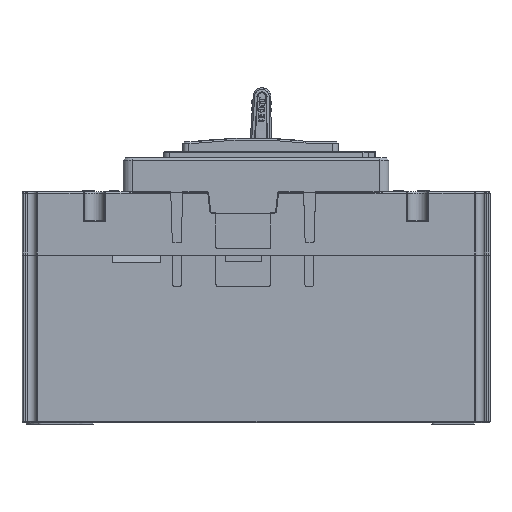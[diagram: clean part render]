
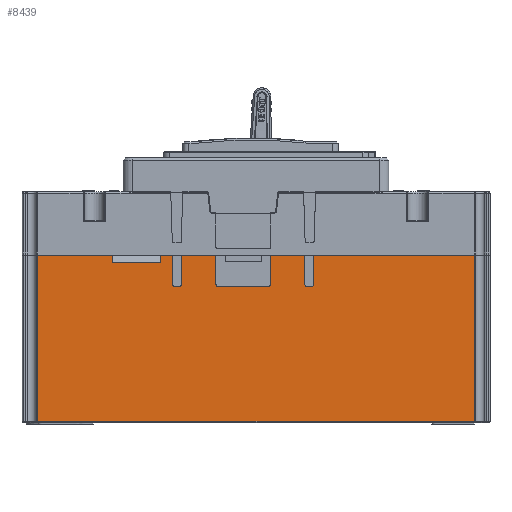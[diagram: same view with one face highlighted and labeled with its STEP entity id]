
A CAD part, left-side view. The second image highlights one B-rep face of the part: STEP entity #8439.
In plain terms, the highlighted planar face has unit normal (-1, 0, 0).
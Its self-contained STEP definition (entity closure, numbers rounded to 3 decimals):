
#5259=CIRCLE('',#85867,0.5);
#5260=CIRCLE('',#85868,0.5);
#5261=CIRCLE('',#85869,0.5);
#5262=CIRCLE('',#85870,0.5);
#5263=CIRCLE('',#85871,0.5);
#5264=CIRCLE('',#85872,0.5);
#8439=ADVANCED_FACE('',(#15456),#11953,.T.);
#11953=PLANE('',#85873);
#15456=FACE_OUTER_BOUND('',#19990,.T.);
#19990=EDGE_LOOP('',(#34223,#34224,#34225,#34226,#34227,#34228,#34229,#34230,
#34231,#34232,#34233,#34234,#34235,#34236,#34237,#34238,#34239,#34240,#34241,
#34242,#34243,#34244,#34245,#34246,#34247,#34248));
#34223=ORIENTED_EDGE('',*,*,#60134,.T.);
#34224=ORIENTED_EDGE('',*,*,#60135,.T.);
#34225=ORIENTED_EDGE('',*,*,#60136,.T.);
#34226=ORIENTED_EDGE('',*,*,#60137,.F.);
#34227=ORIENTED_EDGE('',*,*,#60138,.T.);
#34228=ORIENTED_EDGE('',*,*,#60139,.T.);
#34229=ORIENTED_EDGE('',*,*,#60140,.T.);
#34230=ORIENTED_EDGE('',*,*,#60141,.T.);
#34231=ORIENTED_EDGE('',*,*,#60142,.F.);
#34232=ORIENTED_EDGE('',*,*,#60143,.F.);
#34233=ORIENTED_EDGE('',*,*,#60144,.T.);
#34234=ORIENTED_EDGE('',*,*,#60145,.T.);
#34235=ORIENTED_EDGE('',*,*,#60146,.T.);
#34236=ORIENTED_EDGE('',*,*,#60147,.T.);
#34237=ORIENTED_EDGE('',*,*,#60148,.F.);
#34238=ORIENTED_EDGE('',*,*,#59957,.F.);
#34239=ORIENTED_EDGE('',*,*,#60149,.T.);
#34240=ORIENTED_EDGE('',*,*,#60150,.T.);
#34241=ORIENTED_EDGE('',*,*,#60151,.T.);
#34242=ORIENTED_EDGE('',*,*,#60152,.T.);
#34243=ORIENTED_EDGE('',*,*,#60153,.F.);
#34244=ORIENTED_EDGE('',*,*,#59953,.F.);
#34245=ORIENTED_EDGE('',*,*,#60154,.F.);
#34246=ORIENTED_EDGE('',*,*,#60155,.T.);
#34247=ORIENTED_EDGE('',*,*,#60156,.T.);
#34248=ORIENTED_EDGE('',*,*,#59949,.F.);
#50336=VERTEX_POINT('',#135063);
#50337=VERTEX_POINT('',#135065);
#50340=VERTEX_POINT('',#135071);
#50341=VERTEX_POINT('',#135073);
#50344=VERTEX_POINT('',#135079);
#50345=VERTEX_POINT('',#135081);
#50493=VERTEX_POINT('',#135433);
#50494=VERTEX_POINT('',#135435);
#50495=VERTEX_POINT('',#135437);
#50496=VERTEX_POINT('',#135439);
#50497=VERTEX_POINT('',#135441);
#50498=VERTEX_POINT('',#135443);
#50499=VERTEX_POINT('',#135445);
#50500=VERTEX_POINT('',#135447);
#50501=VERTEX_POINT('',#135449);
#50502=VERTEX_POINT('',#135451);
#50503=VERTEX_POINT('',#135453);
#50504=VERTEX_POINT('',#135455);
#50505=VERTEX_POINT('',#135457);
#50506=VERTEX_POINT('',#135459);
#50507=VERTEX_POINT('',#135462);
#50508=VERTEX_POINT('',#135464);
#50509=VERTEX_POINT('',#135466);
#50510=VERTEX_POINT('',#135468);
#50511=VERTEX_POINT('',#135471);
#50512=VERTEX_POINT('',#135473);
#59949=EDGE_CURVE('',#50336,#50337,#69611,.T.);
#59953=EDGE_CURVE('',#50340,#50341,#69615,.T.);
#59957=EDGE_CURVE('',#50344,#50345,#69619,.T.);
#60134=EDGE_CURVE('',#50336,#50493,#69778,.T.);
#60135=EDGE_CURVE('',#50493,#50494,#69779,.T.);
#60136=EDGE_CURVE('',#50494,#50495,#69780,.T.);
#60137=EDGE_CURVE('',#50496,#50495,#69781,.T.);
#60138=EDGE_CURVE('',#50496,#50497,#69782,.T.);
#60139=EDGE_CURVE('',#50497,#50498,#5259,.T.);
#60140=EDGE_CURVE('',#50498,#50499,#69783,.T.);
#60141=EDGE_CURVE('',#50499,#50500,#5260,.T.);
#60142=EDGE_CURVE('',#50501,#50500,#69784,.T.);
#60143=EDGE_CURVE('',#50502,#50501,#69785,.T.);
#60144=EDGE_CURVE('',#50502,#50503,#69786,.T.);
#60145=EDGE_CURVE('',#50503,#50504,#5261,.T.);
#60146=EDGE_CURVE('',#50504,#50505,#69787,.T.);
#60147=EDGE_CURVE('',#50505,#50506,#5262,.T.);
#60148=EDGE_CURVE('',#50345,#50506,#69788,.T.);
#60149=EDGE_CURVE('',#50344,#50507,#69789,.T.);
#60150=EDGE_CURVE('',#50507,#50508,#5263,.T.);
#60151=EDGE_CURVE('',#50508,#50509,#69790,.T.);
#60152=EDGE_CURVE('',#50509,#50510,#5264,.T.);
#60153=EDGE_CURVE('',#50341,#50510,#69791,.T.);
#60154=EDGE_CURVE('',#50511,#50340,#69792,.T.);
#60155=EDGE_CURVE('',#50511,#50512,#69793,.T.);
#60156=EDGE_CURVE('',#50512,#50337,#69794,.T.);
#69611=LINE('',#135064,#78129);
#69615=LINE('',#135072,#78133);
#69619=LINE('',#135080,#78137);
#69778=LINE('',#135432,#78296);
#69779=LINE('',#135434,#78297);
#69780=LINE('',#135436,#78298);
#69781=LINE('',#135438,#78299);
#69782=LINE('',#135440,#78300);
#69783=LINE('',#135444,#78301);
#69784=LINE('',#135448,#78302);
#69785=LINE('',#135450,#78303);
#69786=LINE('',#135452,#78304);
#69787=LINE('',#135456,#78305);
#69788=LINE('',#135460,#78306);
#69789=LINE('',#135461,#78307);
#69790=LINE('',#135465,#78308);
#69791=LINE('',#135469,#78309);
#69792=LINE('',#135470,#78310);
#69793=LINE('',#135472,#78311);
#69794=LINE('',#135474,#78312);
#78129=VECTOR('',#100073,1.);
#78133=VECTOR('',#100077,1.);
#78137=VECTOR('',#100081,1.);
#78296=VECTOR('',#100330,1.);
#78297=VECTOR('',#100331,1.);
#78298=VECTOR('',#100332,1.);
#78299=VECTOR('',#100333,1.);
#78300=VECTOR('',#100334,1.);
#78301=VECTOR('',#100337,1.);
#78302=VECTOR('',#100340,1.);
#78303=VECTOR('',#100341,1.);
#78304=VECTOR('',#100342,1.);
#78305=VECTOR('',#100345,1.);
#78306=VECTOR('',#100348,1.);
#78307=VECTOR('',#100349,1.);
#78308=VECTOR('',#100352,1.);
#78309=VECTOR('',#100355,1.);
#78310=VECTOR('',#100356,1.);
#78311=VECTOR('',#100357,1.);
#78312=VECTOR('',#100358,1.);
#85867=AXIS2_PLACEMENT_3D('',#135442,#100335,#100336);
#85868=AXIS2_PLACEMENT_3D('',#135446,#100338,#100339);
#85869=AXIS2_PLACEMENT_3D('',#135454,#100343,#100344);
#85870=AXIS2_PLACEMENT_3D('',#135458,#100346,#100347);
#85871=AXIS2_PLACEMENT_3D('',#135463,#100350,#100351);
#85872=AXIS2_PLACEMENT_3D('',#135467,#100353,#100354);
#85873=AXIS2_PLACEMENT_3D('',#135475,#100359,#100360);
#100073=DIRECTION('',(0.,-1.,0.));
#100077=DIRECTION('',(0.,-1.,0.));
#100081=DIRECTION('',(0.,-1.,0.));
#100330=DIRECTION('',(0.,0.,-1.));
#100331=DIRECTION('',(0.,-1.,0.));
#100332=DIRECTION('',(0.,0.,1.));
#100333=DIRECTION('',(0.,-1.,0.));
#100334=DIRECTION('',(0.,0.,-1.));
#100335=DIRECTION('',(1.,0.,0.));
#100336=DIRECTION('',(0.,0.,1.));
#100337=DIRECTION('',(0.,1.,0.));
#100338=DIRECTION('',(1.,0.,0.));
#100339=DIRECTION('',(0.,0.,1.));
#100340=DIRECTION('',(0.,0.,-1.));
#100341=DIRECTION('',(0.,-1.,0.));
#100342=DIRECTION('',(0.,0.,-1.));
#100343=DIRECTION('',(1.,0.,0.));
#100344=DIRECTION('',(0.,0.,1.));
#100345=DIRECTION('',(0.,1.,0.));
#100346=DIRECTION('',(1.,0.,0.));
#100347=DIRECTION('',(0.,0.,1.));
#100348=DIRECTION('',(0.,0.,-1.));
#100349=DIRECTION('',(0.,0.,-1.));
#100350=DIRECTION('',(1.,0.,0.));
#100351=DIRECTION('',(0.,0.,1.));
#100352=DIRECTION('',(0.,1.,0.));
#100353=DIRECTION('',(1.,0.,0.));
#100354=DIRECTION('',(0.,0.,1.));
#100355=DIRECTION('',(0.,0.,-1.));
#100356=DIRECTION('',(0.,0.,1.));
#100357=DIRECTION('',(0.,1.,0.));
#100358=DIRECTION('',(0.,0.,1.));
#100359=DIRECTION('',(-1.,0.,0.));
#100360=DIRECTION('',(0.,-1.,0.));
#135063=CARTESIAN_POINT('',(149.,149.806,15.5));
#135064=CARTESIAN_POINT('',(149.,140.672,15.5));
#135065=CARTESIAN_POINT('',(149.,125.,15.5));
#135071=CARTESIAN_POINT('',(149.,109.,15.5));
#135072=CARTESIAN_POINT('',(149.,140.672,15.5));
#135073=CARTESIAN_POINT('',(149.,105.2,15.5));
#135079=CARTESIAN_POINT('',(149.,102.2,15.5));
#135080=CARTESIAN_POINT('',(149.,140.672,15.5));
#135081=CARTESIAN_POINT('',(149.,90.75,15.5));
#135432=CARTESIAN_POINT('',(149.,149.806,-40.));
#135433=CARTESIAN_POINT('',(149.,149.806,-39.5));
#135434=CARTESIAN_POINT('',(149.,155.,-39.5));
#135435=CARTESIAN_POINT('',(149.,5.194,-39.5));
#135436=CARTESIAN_POINT('',(149.,5.194,15.5));
#135437=CARTESIAN_POINT('',(149.,5.194,15.5));
#135438=CARTESIAN_POINT('',(149.,140.672,15.5));
#135439=CARTESIAN_POINT('',(149.,58.3,15.5));
#135440=CARTESIAN_POINT('',(149.,58.3,18.2));
#135441=CARTESIAN_POINT('',(149.,58.3,5.7));
#135442=CARTESIAN_POINT('',(149.,58.8,5.7));
#135443=CARTESIAN_POINT('',(149.,58.8,5.2));
#135444=CARTESIAN_POINT('',(149.,155.,5.2));
#135445=CARTESIAN_POINT('',(149.,60.8,5.2));
#135446=CARTESIAN_POINT('',(149.,60.8,5.7));
#135447=CARTESIAN_POINT('',(149.,61.3,5.7));
#135448=CARTESIAN_POINT('',(149.,61.3,18.2));
#135449=CARTESIAN_POINT('',(149.,61.3,15.5));
#135450=CARTESIAN_POINT('',(149.,140.672,15.5));
#135451=CARTESIAN_POINT('',(149.,72.75,15.5));
#135452=CARTESIAN_POINT('',(149.,72.75,18.2));
#135453=CARTESIAN_POINT('',(149.,72.75,5.7));
#135454=CARTESIAN_POINT('',(149.,73.25,5.7));
#135455=CARTESIAN_POINT('',(149.,73.25,5.2));
#135456=CARTESIAN_POINT('',(149.,77.5,5.2));
#135457=CARTESIAN_POINT('',(149.,90.25,5.2));
#135458=CARTESIAN_POINT('',(149.,90.25,5.7));
#135459=CARTESIAN_POINT('',(149.,90.75,5.7));
#135460=CARTESIAN_POINT('',(149.,90.75,18.2));
#135461=CARTESIAN_POINT('',(149.,102.2,18.2));
#135462=CARTESIAN_POINT('',(149.,102.2,5.7));
#135463=CARTESIAN_POINT('',(149.,102.7,5.7));
#135464=CARTESIAN_POINT('',(149.,102.7,5.2));
#135465=CARTESIAN_POINT('',(149.,77.5,5.2));
#135466=CARTESIAN_POINT('',(149.,104.7,5.2));
#135467=CARTESIAN_POINT('',(149.,104.7,5.7));
#135468=CARTESIAN_POINT('',(149.,105.2,5.7));
#135469=CARTESIAN_POINT('',(149.,105.2,18.2));
#135470=CARTESIAN_POINT('',(149.,109.,13.));
#135471=CARTESIAN_POINT('',(149.,109.,13.));
#135472=CARTESIAN_POINT('',(149.,109.,13.));
#135473=CARTESIAN_POINT('',(149.,125.,13.));
#135474=CARTESIAN_POINT('',(149.,125.,13.));
#135475=CARTESIAN_POINT('',(149.,155.,-44.));
